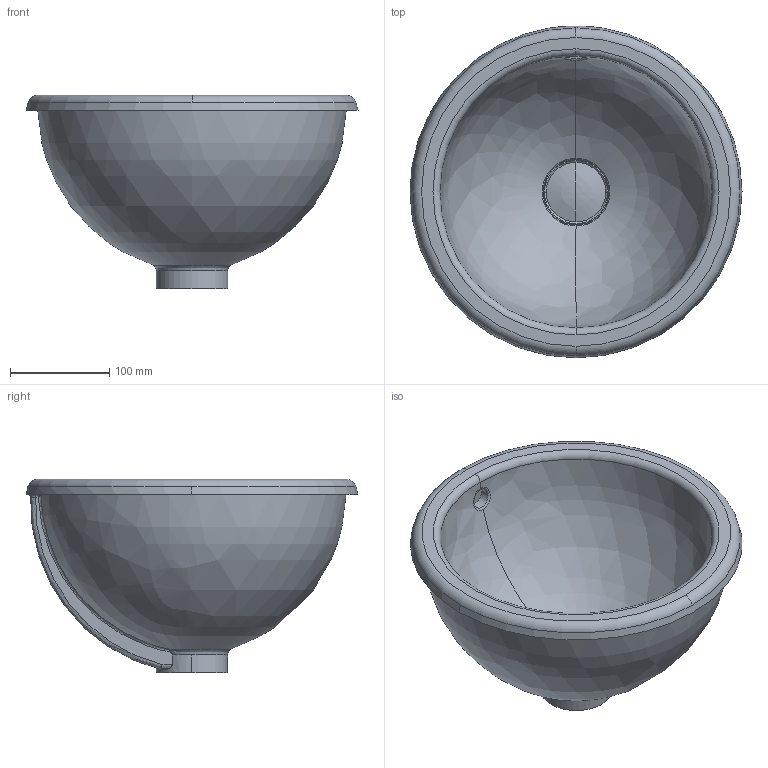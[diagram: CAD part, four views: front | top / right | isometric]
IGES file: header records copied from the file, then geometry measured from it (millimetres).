
Global section: file name: No Iges File Name specified; native system: AutoDesk Inventor R11.0; preprocessor: AutoDesk Inventor Iges Exporter R11.0; author: No Author specified; organization: No Organization specified; date: 20080116.125416; units: millimetre
Bounding box: 335.01 x 334.81 x 195 mm (x, y, z)
Volume: 3499959 mm3; surface area: 367373 mm2
Topology: 3 solids, 3 shells, 84 faces, 219 edges, 140 vertices
Faces by surface type: plane 21, cylinder 17, bspline 15, torus 14, revolution 13, cone 4
